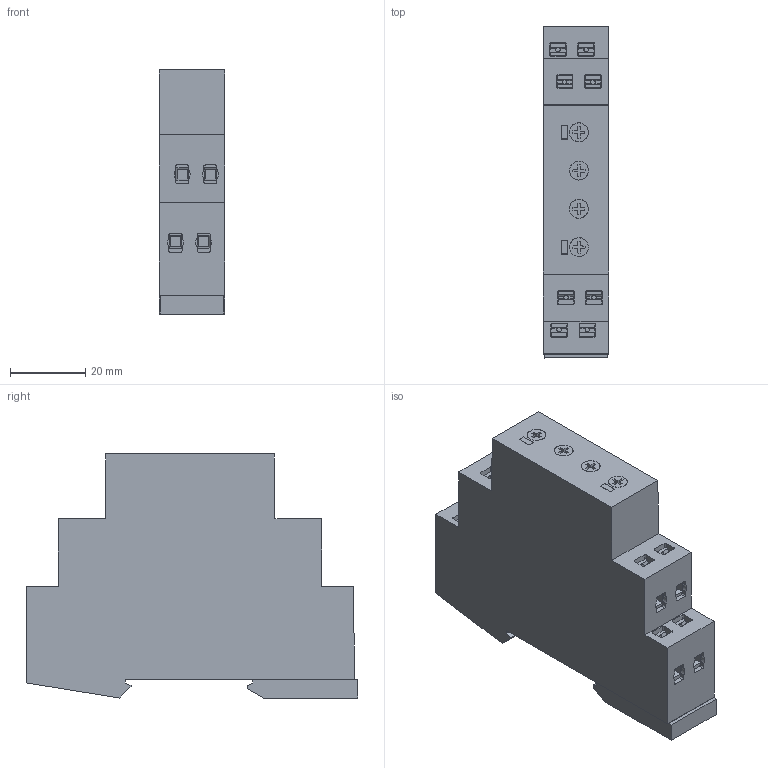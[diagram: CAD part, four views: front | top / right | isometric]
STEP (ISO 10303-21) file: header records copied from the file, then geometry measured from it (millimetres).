
FILE_DESCRIPTION(('CATIA V5 STEP Exchange','CAx-IF Rec.Pracs.--- Model Styling and Organization---1.4--- 2014-01-23'),'2;1');
FILE_NAME ('1481382-1_0', '2023-01-27T11:46:29+00:00', ('none'), ('Weidmueller'), 'CATIA Version 5-6 Release 2016 SP3 HF44', 'CATIA V5 STEP AP214', 'none');
FILE_SCHEMA(('AUTOMOTIVE_DESIGN { 1 0 10303 214 1 1 1 1 }'));
Length unit declared in the file: millimetre
Products named in the file (1): S3D_TFIP_12-240VUC_1CO_CG
Bounding box: 17.5 x 88.41 x 65.01 mm (x, y, z)
Volume: 76368.4 mm3; surface area: 17194.2 mm2
Topology: 16 solids, 16 shells, 503 faces, 1370 edges, 926 vertices
Faces by surface type: plane 359, cylinder 144
Entity records: 16211 total; most frequent: CARTESIAN_POINT 3582, ORIENTED_EDGE 2740, DIRECTION 2136, EDGE_CURVE 1370, VECTOR 953, LINE 953, VERTEX_POINT 926, AXIS2_PLACEMENT_3D 731
